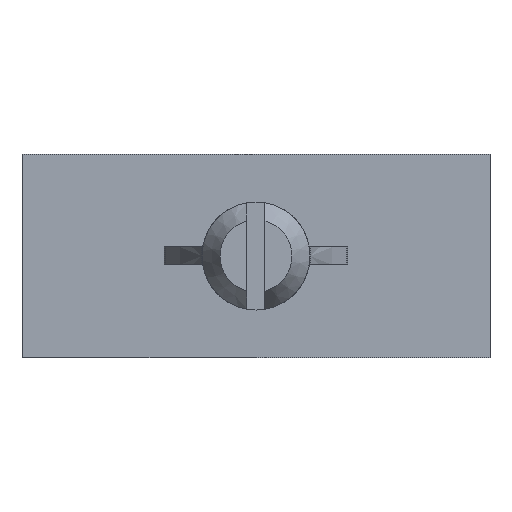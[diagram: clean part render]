
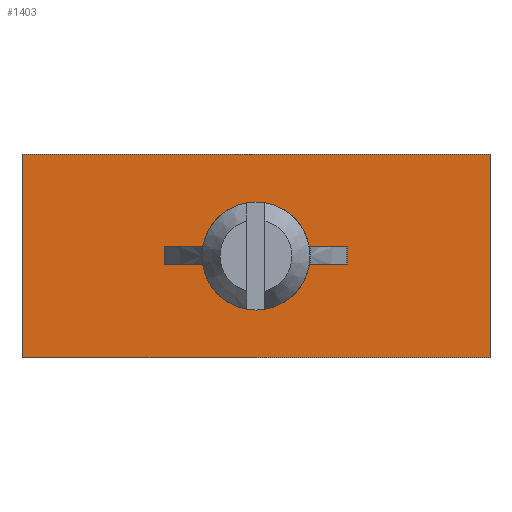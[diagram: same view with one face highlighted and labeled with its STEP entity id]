
A CAD part, front view. The second image highlights one B-rep face of the part: STEP entity #1403.
In plain terms, the highlighted planar face has unit normal (0, -1, 0).
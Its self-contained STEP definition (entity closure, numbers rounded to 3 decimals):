
#23 = CARTESIAN_POINT ( 'NONE',  ( 0., 0., -3. ) ) ;
#70 = CARTESIAN_POINT ( 'NONE',  ( 13., 0., -5.65 ) ) ;
#165 = VECTOR ( 'NONE', #2481, 1000. ) ;
#230 = VECTOR ( 'NONE', #1653, 1000. ) ;
#260 = CARTESIAN_POINT ( 'NONE',  ( -13., 0., -5.65 ) ) ;
#272 = CARTESIAN_POINT ( 'NONE',  ( -13., 0., -5.65 ) ) ;
#605 = AXIS2_PLACEMENT_3D ( 'NONE', #1667, #3871, #1985 ) ;
#622 = VERTEX_POINT ( 'NONE', #1720 ) ;
#647 = ORIENTED_EDGE ( 'NONE', *, *, #3491, .F. ) ;
#678 = CIRCLE ( 'NONE', #605, 3. ) ;
#699 = DIRECTION ( 'NONE',  ( 0., -1., 0. ) ) ;
#818 = VERTEX_POINT ( 'NONE', #1346 ) ;
#855 = CARTESIAN_POINT ( 'NONE',  ( -13., 0., 5.65 ) ) ;
#1068 = VERTEX_POINT ( 'NONE', #3384 ) ;
#1081 = AXIS2_PLACEMENT_3D ( 'NONE', #1494, #1196, #3397 ) ;
#1176 = LINE ( 'NONE', #70, #230 ) ;
#1196 = DIRECTION ( 'NONE',  ( 0., -1., 0. ) ) ;
#1246 = EDGE_LOOP ( 'NONE', ( #3409, #3709, #3926, #1802 ) ) ;
#1346 = CARTESIAN_POINT ( 'NONE',  ( -13., 0., -5.65 ) ) ;
#1403 = ADVANCED_FACE ( 'NONE', ( #1974, #1675 ), #2756, .T. ) ;
#1471 = CARTESIAN_POINT ( 'NONE',  ( -13., 0., 5.65 ) ) ;
#1494 = CARTESIAN_POINT ( 'NONE',  ( -13., 0., -5.65 ) ) ;
#1520 = DIRECTION ( 'NONE',  ( 0., 0., 1. ) ) ;
#1653 = DIRECTION ( 'NONE',  ( 0., 0., 1. ) ) ;
#1667 = CARTESIAN_POINT ( 'NONE',  ( 0., 0., 0. ) ) ;
#1675 = FACE_BOUND ( 'NONE', #2769, .T. ) ;
#1720 = CARTESIAN_POINT ( 'NONE',  ( 13., 0., -5.65 ) ) ;
#1768 = AXIS2_PLACEMENT_3D ( 'NONE', #2582, #699, #2897 ) ;
#1797 = EDGE_CURVE ( 'NONE', #2430, #1068, #2697, .T. ) ;
#1802 = ORIENTED_EDGE ( 'NONE', *, *, #2964, .T. ) ;
#1931 = EDGE_CURVE ( 'NONE', #818, #2430, #3137, .T. ) ;
#1974 = FACE_OUTER_BOUND ( 'NONE', #1246, .T. ) ;
#1985 = DIRECTION ( 'NONE',  ( 0., 0., -1. ) ) ;
#2029 = EDGE_CURVE ( 'NONE', #3206, #3860, #2843, .T. ) ;
#2059 = LINE ( 'NONE', #272, #165 ) ;
#2079 = EDGE_CURVE ( 'NONE', #622, #1068, #1176, .T. ) ;
#2430 = VERTEX_POINT ( 'NONE', #855 ) ;
#2481 = DIRECTION ( 'NONE',  ( 1., 0., 0. ) ) ;
#2582 = CARTESIAN_POINT ( 'NONE',  ( 0., 0., 0. ) ) ;
#2602 = ORIENTED_EDGE ( 'NONE', *, *, #2029, .F. ) ;
#2691 = CARTESIAN_POINT ( 'NONE',  ( 0., 0., 3. ) ) ;
#2697 = LINE ( 'NONE', #1471, #3448 ) ;
#2756 = PLANE ( 'NONE',  #1081 ) ;
#2769 = EDGE_LOOP ( 'NONE', ( #2602, #647 ) ) ;
#2843 = CIRCLE ( 'NONE', #1768, 3. ) ;
#2897 = DIRECTION ( 'NONE',  ( 0., 0., -1. ) ) ;
#2964 = EDGE_CURVE ( 'NONE', #818, #622, #2059, .T. ) ;
#3039 = VECTOR ( 'NONE', #1520, 1000. ) ;
#3137 = LINE ( 'NONE', #260, #3039 ) ;
#3206 = VERTEX_POINT ( 'NONE', #2691 ) ;
#3384 = CARTESIAN_POINT ( 'NONE',  ( 13., 0., 5.65 ) ) ;
#3397 = DIRECTION ( 'NONE',  ( 0., 0., -1. ) ) ;
#3409 = ORIENTED_EDGE ( 'NONE', *, *, #2079, .T. ) ;
#3448 = VECTOR ( 'NONE', #4000, 1000. ) ;
#3491 = EDGE_CURVE ( 'NONE', #3860, #3206, #678, .T. ) ;
#3709 = ORIENTED_EDGE ( 'NONE', *, *, #1797, .F. ) ;
#3860 = VERTEX_POINT ( 'NONE', #23 ) ;
#3871 = DIRECTION ( 'NONE',  ( 0., -1., 0. ) ) ;
#3926 = ORIENTED_EDGE ( 'NONE', *, *, #1931, .F. ) ;
#4000 = DIRECTION ( 'NONE',  ( 1., 0., 0. ) ) ;
